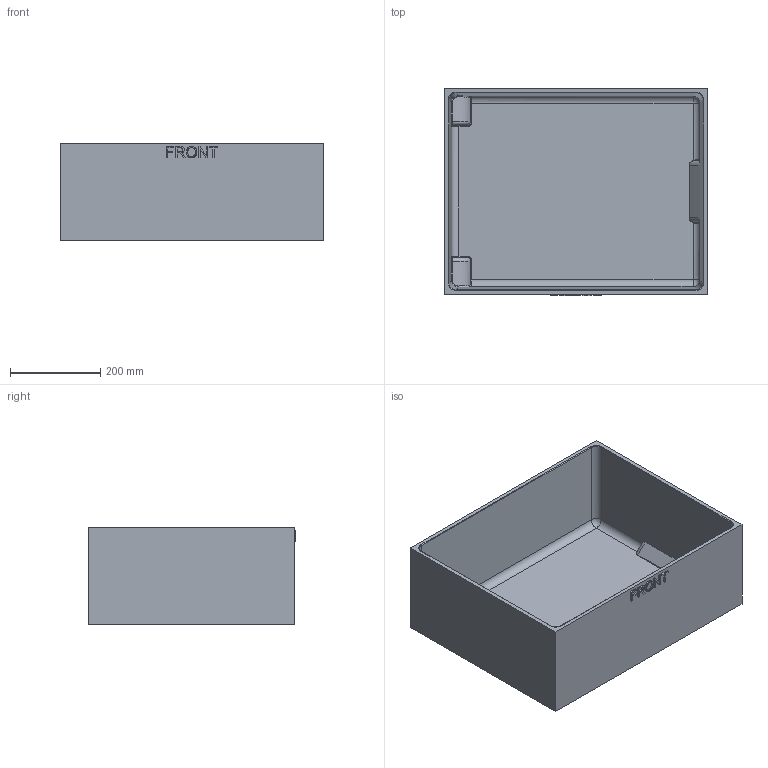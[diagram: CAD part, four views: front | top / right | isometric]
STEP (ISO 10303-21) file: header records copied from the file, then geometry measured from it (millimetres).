
FILE_DESCRIPTION( ( 'Unknown' ), '1' );
FILE_NAME( '2720-base_internal_tub.stp', 'Unknown', ( 'Unknown' ), ( 'Unknown' ), 'PSStep 10.1', 'Unknown', ' ' );
FILE_SCHEMA( ( 'AUTOMOTIVE_DESIGN { 1 0 10303 214 1 1 1 1 }' ) );
Length unit declared in the file: millimetre
Products named in the file (1): 1
Bounding box: 584.2 x 460.38 x 215.9 mm (x, y, z)
Volume: 8710786.8 mm3; surface area: 1356829.3 mm2
Topology: 1 solids, 1 shells, 123 faces, 311 edges, 198 vertices
Faces by surface type: plane 58, bspline 32, cylinder 25, extrusion 6, sphere 2
Full cylindrical faces by diameter (mm): 3.175 x1, 9.652 x1
Entity records: 5316 total; most frequent: CARTESIAN_POINT 2855, ORIENTED_EDGE 606, DIRECTION 335, EDGE_CURVE 303, VERTEX_POINT 196, B_SPLINE_CURVE_WITH_KNOTS 188, EDGE_LOOP 137, FACE_OUTER_BOUND 127
